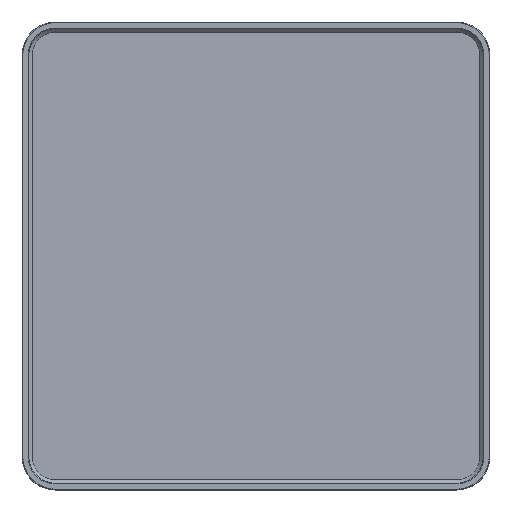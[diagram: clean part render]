
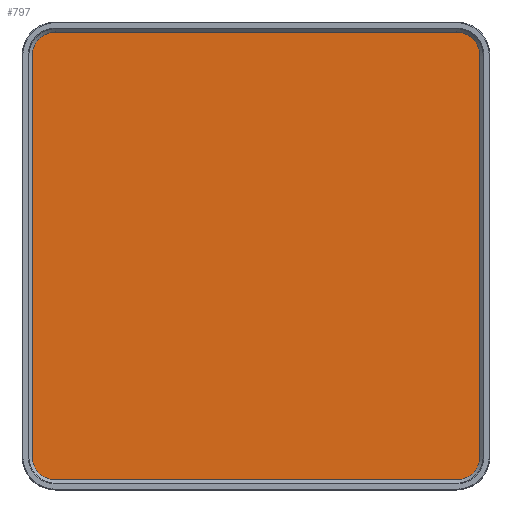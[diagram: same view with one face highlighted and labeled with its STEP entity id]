
A CAD part, top view. The second image highlights one B-rep face of the part: STEP entity #797.
In plain terms, the highlighted planar face has unit normal (0, 0, 1).
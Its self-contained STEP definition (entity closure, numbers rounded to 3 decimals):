
#44=CIRCLE('',#873,7.);
#46=CIRCLE('',#877,7.);
#47=CIRCLE('',#880,7.);
#48=CIRCLE('',#883,7.);
#107=FACE_OUTER_BOUND('',#159,.T.);
#159=EDGE_LOOP('',(#663,#664,#665,#666,#667,#668,#669,#670));
#224=LINE('',#1304,#304);
#228=LINE('',#1313,#308);
#231=LINE('',#1321,#311);
#233=LINE('',#1329,#313);
#304=VECTOR('',#1059,10.);
#308=VECTOR('',#1069,10.);
#311=VECTOR('',#1078,10.);
#313=VECTOR('',#1088,10.);
#378=VERTEX_POINT('',#1294);
#379=VERTEX_POINT('',#1296);
#381=VERTEX_POINT('',#1302);
#382=VERTEX_POINT('',#1307);
#383=VERTEX_POINT('',#1311);
#384=VERTEX_POINT('',#1315);
#385=VERTEX_POINT('',#1319);
#387=VERTEX_POINT('',#1324);
#466=EDGE_CURVE('',#378,#379,#44,.T.);
#470=EDGE_CURVE('',#381,#378,#224,.T.);
#473=EDGE_CURVE('',#382,#381,#46,.T.);
#475=EDGE_CURVE('',#383,#382,#228,.T.);
#477=EDGE_CURVE('',#384,#383,#47,.T.);
#479=EDGE_CURVE('',#385,#384,#231,.T.);
#481=EDGE_CURVE('',#387,#385,#48,.T.);
#483=EDGE_CURVE('',#379,#387,#233,.T.);
#663=ORIENTED_EDGE('',*,*,#466,.F.);
#664=ORIENTED_EDGE('',*,*,#470,.F.);
#665=ORIENTED_EDGE('',*,*,#473,.F.);
#666=ORIENTED_EDGE('',*,*,#475,.F.);
#667=ORIENTED_EDGE('',*,*,#477,.F.);
#668=ORIENTED_EDGE('',*,*,#479,.F.);
#669=ORIENTED_EDGE('',*,*,#481,.F.);
#670=ORIENTED_EDGE('',*,*,#483,.F.);
#753=PLANE('',#888);
#797=ADVANCED_FACE('',(#107),#753,.T.);
#873=AXIS2_PLACEMENT_3D('',#1297,#1051,#1052);
#877=AXIS2_PLACEMENT_3D('',#1309,#1064,#1065);
#880=AXIS2_PLACEMENT_3D('',#1317,#1073,#1074);
#883=AXIS2_PLACEMENT_3D('',#1326,#1082,#1083);
#888=AXIS2_PLACEMENT_3D('',#1335,#1096,#1097);
#1051=DIRECTION('center_axis',(0.,0.,-1.));
#1052=DIRECTION('ref_axis',(0.,1.,0.));
#1059=DIRECTION('',(0.,1.,0.));
#1064=DIRECTION('center_axis',(0.,0.,-1.));
#1065=DIRECTION('ref_axis',(-1.,0.,0.));
#1069=DIRECTION('',(-1.,0.,0.));
#1073=DIRECTION('center_axis',(0.,0.,-1.));
#1074=DIRECTION('ref_axis',(0.,-1.,0.));
#1078=DIRECTION('',(0.,-1.,0.));
#1082=DIRECTION('center_axis',(0.,0.,-1.));
#1083=DIRECTION('ref_axis',(1.,0.,0.));
#1088=DIRECTION('',(1.,0.,0.));
#1096=DIRECTION('center_axis',(0.,0.,1.));
#1097=DIRECTION('ref_axis',(1.,0.,0.));
#1294=CARTESIAN_POINT('',(3.,130.,1.2));
#1296=CARTESIAN_POINT('',(10.,137.,1.2));
#1297=CARTESIAN_POINT('Origin',(10.,130.,1.2));
#1302=CARTESIAN_POINT('',(3.,10.,1.2));
#1304=CARTESIAN_POINT('',(3.,40.,1.2));
#1307=CARTESIAN_POINT('',(10.,3.,1.2));
#1309=CARTESIAN_POINT('Origin',(10.,10.,1.2));
#1311=CARTESIAN_POINT('',(130.,3.,1.2));
#1313=CARTESIAN_POINT('',(100.,3.,1.2));
#1315=CARTESIAN_POINT('',(137.,10.,1.2));
#1317=CARTESIAN_POINT('Origin',(130.,10.,1.2));
#1319=CARTESIAN_POINT('',(137.,130.,1.2));
#1321=CARTESIAN_POINT('',(137.,100.,1.2));
#1324=CARTESIAN_POINT('',(130.,137.,1.2));
#1326=CARTESIAN_POINT('Origin',(130.,130.,1.2));
#1329=CARTESIAN_POINT('',(40.,137.,1.2));
#1335=CARTESIAN_POINT('Origin',(70.,70.,1.2));
